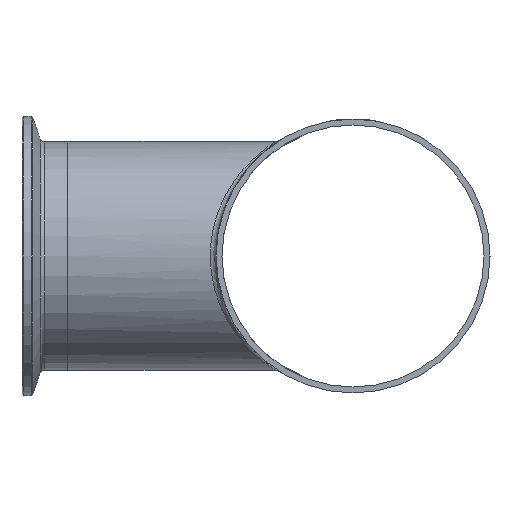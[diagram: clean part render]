
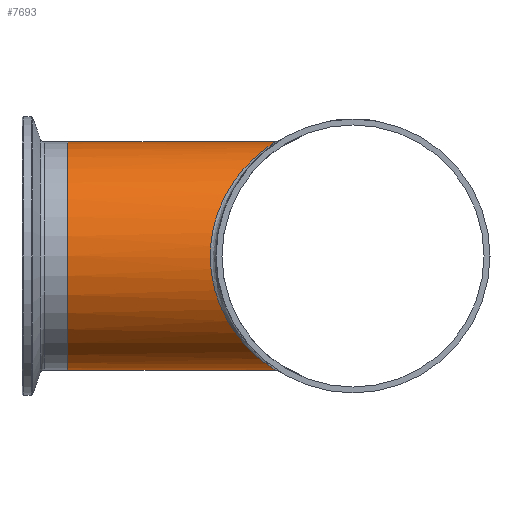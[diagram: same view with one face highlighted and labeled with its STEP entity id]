
A CAD part, left-side view. The second image highlights one B-rep face of the part: STEP entity #7693.
In plain terms, the highlighted cylindrical face has radius 31.75 mm (diameter 63.5 mm), a full revolution.
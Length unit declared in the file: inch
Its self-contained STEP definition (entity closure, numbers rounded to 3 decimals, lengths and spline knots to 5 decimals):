
#163=FACE_BOUND('',#1441,.T.);
#961=FACE_OUTER_BOUND('',#1440,.T.);
#1440=EDGE_LOOP('',(#7151));
#1441=EDGE_LOOP('',(#7152));
#2654=CIRCLE('',#8155,1.25);
#3030=B_SPLINE_CURVE_WITH_KNOTS('',3,(#16745,#16746,#16747,#16748,#16749,
#16750,#16751,#16752,#16753,#16754,#16755,#16756,#16757,#16758,#16759,#16760,
#16761,#16762,#16763,#16764,#16765,#16766,#16767,#16768,#16769,#16770,#16771,
#16772),.UNSPECIFIED.,.T.,.F.,(4,1,1,1,1,1,1,1,1,1,1,1,1,1,1,1,1,1,1,1,
1,1,1,1,1,4),(0.,0.74031,1.48062,2.96123,3.94831,
4.93538,5.92246,6.90954,7.89661,8.39015,
8.88369,9.37723,9.87077,10.36431,10.85784,
11.35138,11.84492,12.832,13.81907,14.80615,
15.79323,16.7803,17.76738,19.248,19.9883,
20.72861),.UNSPECIFIED.);
#3785=VERTEX_POINT('',#16601);
#3786=VERTEX_POINT('',#16743);
#4910=EDGE_CURVE('',#3785,#3785,#2654,.T.);
#4912=EDGE_CURVE('',#3786,#3786,#3030,.T.);
#7151=ORIENTED_EDGE('',*,*,#4910,.T.);
#7152=ORIENTED_EDGE('',*,*,#4912,.F.);
#7207=CYLINDRICAL_SURFACE('',#8157,1.25);
#7693=ADVANCED_FACE('',(#961,#163),#7207,.T.);
#8155=AXIS2_PLACEMENT_3D('',#16602,#9603,#9604);
#8157=AXIS2_PLACEMENT_3D('',#16773,#9607,#9608);
#9603=DIRECTION('center_axis',(0.,-1.,0.));
#9604=DIRECTION('ref_axis',(1.,0.,0.));
#9607=DIRECTION('center_axis',(0.,-1.,0.));
#9608=DIRECTION('ref_axis',(1.,0.,0.));
#16601=CARTESIAN_POINT('',(-1.25,3.125,0.));
#16602=CARTESIAN_POINT('Origin',(0.,3.125,0.));
#16743=CARTESIAN_POINT('',(0.,0.84779,1.25));
#16745=CARTESIAN_POINT('Ctrl Pts',(0.,0.84766,
1.25004));
#16746=CARTESIAN_POINT('Ctrl Pts',(-0.09973,0.84766,
1.25004));
#16747=CARTESIAN_POINT('Ctrl Pts',(-0.2992,0.88969,
1.22512));
#16748=CARTESIAN_POINT('Ctrl Pts',(-0.64113,1.0679,
1.09796));
#16749=CARTESIAN_POINT('Ctrl Pts',(-0.94232,1.29929,0.86178));
#16750=CARTESIAN_POINT('Ctrl Pts',(-1.17087,1.49236,0.49135));
#16751=CARTESIAN_POINT('Ctrl Pts',(-1.26785,1.5785,0.10314));
#16752=CARTESIAN_POINT('Ctrl Pts',(-1.23423,1.5483,-0.30421));
#16753=CARTESIAN_POINT('Ctrl Pts',(-1.08282,1.41667,-0.66016));
#16754=CARTESIAN_POINT('Ctrl Pts',(-0.88985,1.25883,
-0.89144));
#16755=CARTESIAN_POINT('Ctrl Pts',(-0.70573,1.12405,-1.03671));
#16756=CARTESIAN_POINT('Ctrl Pts',(-0.55301,1.02451,-1.12572));
#16757=CARTESIAN_POINT('Ctrl Pts',(-0.385,0.93437,
-1.19401));
#16758=CARTESIAN_POINT('Ctrl Pts',(-0.2,0.86591,
-1.23908));
#16759=CARTESIAN_POINT('Ctrl Pts',(0.00002,0.83866,
-1.25548));
#16760=CARTESIAN_POINT('Ctrl Pts',(0.20004,0.86592,
-1.23907));
#16761=CARTESIAN_POINT('Ctrl Pts',(0.38505,0.93431,-1.19403));
#16762=CARTESIAN_POINT('Ctrl Pts',(0.609,1.05484,-1.10282));
#16763=CARTESIAN_POINT('Ctrl Pts',(0.85122,1.22751,-0.93759));
#16764=CARTESIAN_POINT('Ctrl Pts',(1.08285,1.41657,-0.66014));
#16765=CARTESIAN_POINT('Ctrl Pts',(1.23429,1.54842,-0.3041));
#16766=CARTESIAN_POINT('Ctrl Pts',(1.26779,1.5784,0.10316));
#16767=CARTESIAN_POINT('Ctrl Pts',(1.17088,1.49236,0.49145));
#16768=CARTESIAN_POINT('Ctrl Pts',(0.94225,1.29923,0.8618));
#16769=CARTESIAN_POINT('Ctrl Pts',(0.64113,1.06791,1.09798));
#16770=CARTESIAN_POINT('Ctrl Pts',(0.29919,0.88968,1.22512));
#16771=CARTESIAN_POINT('Ctrl Pts',(0.09973,0.84766,
1.25004));
#16772=CARTESIAN_POINT('Ctrl Pts',(0.,0.84766,
1.25004));
#16773=CARTESIAN_POINT('Origin',(0.,3.125,0.));
